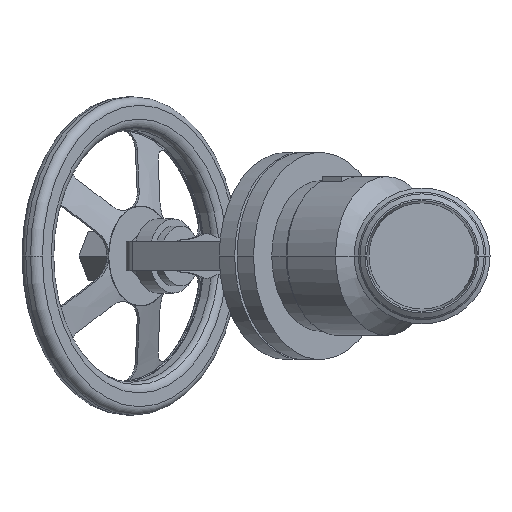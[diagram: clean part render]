
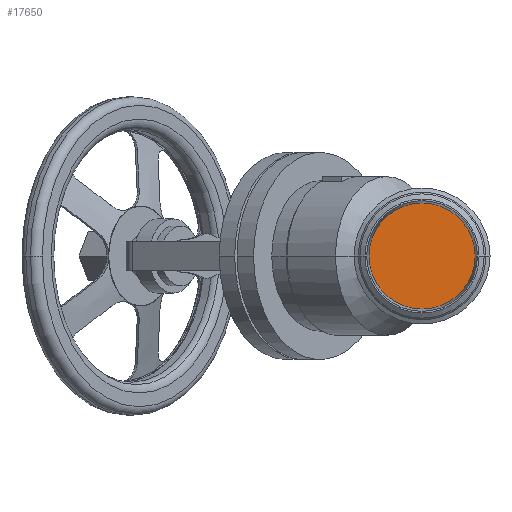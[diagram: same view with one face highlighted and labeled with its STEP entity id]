
A CAD part, left-side view. The second image highlights one B-rep face of the part: STEP entity #17650.
In plain terms, the highlighted planar face has unit normal (-1, 0, 0).
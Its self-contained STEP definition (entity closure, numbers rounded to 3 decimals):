
#3490=CARTESIAN_POINT('',(12.193,50.,0.));
#3500=VERTEX_POINT('',#3490);
#3550=CARTESIAN_POINT('',(12.193,0.,0.));
#3560=DIRECTION('',(-1.,0.,0.));
#3570=DIRECTION('',(0.,1.,0.));
#3580=AXIS2_PLACEMENT_3D('',#3550,#3560,#3570);
#3590=CIRCLE('',#3580,50.);
#3600=CARTESIAN_POINT('',(12.193,-50.,0.));
#3610=VERTEX_POINT('',#3600);
#3620=EDGE_CURVE('',#3500,#3610,#3590,.T.);
#17550=CARTESIAN_POINT('',(12.193,25.,0.));
#17560=DIRECTION('',(-1.,0.,0.));
#17570=DIRECTION('',(0.,1.,0.));
#17580=AXIS2_PLACEMENT_3D('',#17550,#17560,#17570);
#17590=PLANE('',#17580);
#17600=ORIENTED_EDGE('',*,*,#3620,.T.);
#17610=EDGE_CURVE('',#3610,#3500,#3590,.T.);
#17620=ORIENTED_EDGE('',*,*,#17610,.T.);
#17630=EDGE_LOOP('',(#17620,#17600));
#17640=FACE_OUTER_BOUND('',#17630,.T.);
#17650=ADVANCED_FACE('',(#17640),#17590,.T.);
